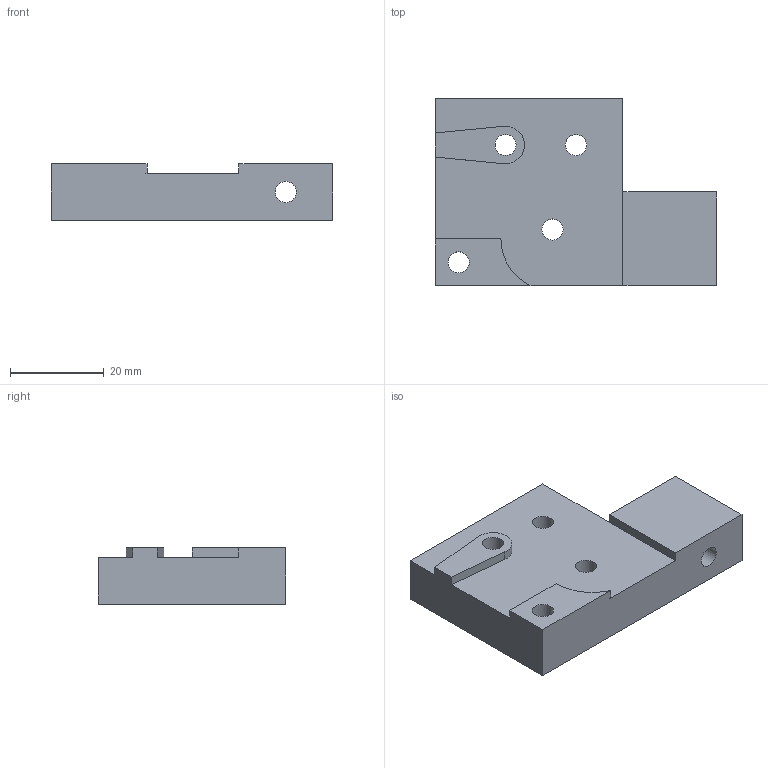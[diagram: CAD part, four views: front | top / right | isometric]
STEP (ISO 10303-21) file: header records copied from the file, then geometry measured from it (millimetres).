
FILE_DESCRIPTION(('FreeCAD Model'),'2;1');
FILE_NAME('idler-block-top-mirrored.step', '2015-01-21T19:59:13',('FreeCAD'),('FreeCAD'), 'Open CASCADE STEP processor 6.6','FreeCAD','Unknown');
FILE_SCHEMA(('AUTOMOTIVE_DESIGN_CC2 { 1 2 10303 214 -1 1 5 4 }'));
Length unit declared in the file: millimetre
Products named in the file (1): Open CASCADE STEP translator 6.6 34
Bounding box: 60 x 40 x 12 mm (x, y, z)
Volume: 20346.3 mm3; surface area: 7115.4 mm2
Topology: 1 solids, 1 shells, 22 faces, 62 edges, 42 vertices
Faces by surface type: plane 15, cylinder 7
Full cylindrical faces by diameter (mm): 4.5 x5
Entity records: 1588 total; most frequent: CARTESIAN_POINT 317, DIRECTION 238, LINE 152, VECTOR 152, ORIENTED_EDGE 124, PCURVE 124, DEFINITIONAL_REPRESENTATION 124, EDGE_CURVE 62
